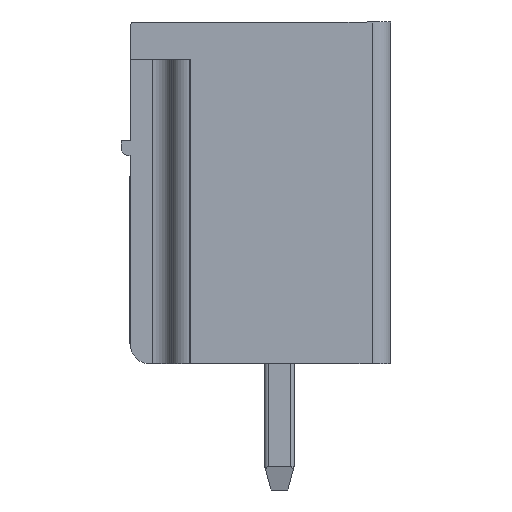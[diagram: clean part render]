
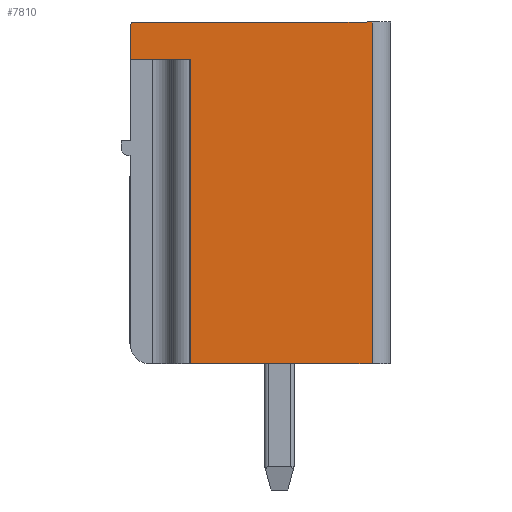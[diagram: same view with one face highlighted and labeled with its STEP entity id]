
A CAD part, left-side view. The second image highlights one B-rep face of the part: STEP entity #7810.
In plain terms, the highlighted planar face has unit normal (-1, 0, 0).
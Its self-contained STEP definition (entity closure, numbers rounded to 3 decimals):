
#7810=ADVANCED_FACE('',(#18858),#18859,.T.);
#9008=VERTEX_POINT('',#20572);
#9012=EDGE_CURVE('',#9008,#20576,#20577,.T.);
#12062=VERTEX_POINT('',#23723);
#12064=VERTEX_POINT('',#23725);
#12066=EDGE_CURVE('',#12062,#12064,#23727,.T.);
#12068=VERTEX_POINT('',#23729);
#12070=EDGE_CURVE('',#12064,#12068,#23731,.T.);
#12072=VERTEX_POINT('',#23733);
#12074=EDGE_CURVE('',#12068,#12072,#23735,.T.);
#12076=VERTEX_POINT('',#23737);
#12078=EDGE_CURVE('',#12072,#12076,#23739,.T.);
#12080=EDGE_CURVE('',#20576,#12076,#23741,.T.);
#12082=VERTEX_POINT('',#23743);
#12084=EDGE_CURVE('',#9008,#12082,#23745,.T.);
#12086=EDGE_CURVE('',#12062,#12082,#23747,.T.);
#18858=FACE_OUTER_BOUND('',#33014,.T.);
#18859=PLANE('',#33015);
#20572=CARTESIAN_POINT('',(-0.5,7.,9.1));
#20576=VERTEX_POINT('',#34877);
#20577=CIRCLE('',#34878,0.1);
#23723=CARTESIAN_POINT('',(-0.5,5.4,8.2));
#23725=CARTESIAN_POINT('',(-0.5,5.4,0.));
#23727=LINE('',#40104,#40105);
#23729=CARTESIAN_POINT('',(-0.5,0.5,0.));
#23731=LINE('',#40110,#40111);
#23733=CARTESIAN_POINT('',(-0.5,0.5,9.2));
#23735=LINE('',#40116,#40117);
#23737=CARTESIAN_POINT('',(-0.5,6.9,9.2));
#23739=LINE('',#40122,#40123);
#23741=CIRCLE('',#40126,0.1);
#23743=CARTESIAN_POINT('',(-0.5,7.,8.2));
#23745=LINE('',#40131,#40132);
#23747=LINE('',#40135,#40136);
#33014=EDGE_LOOP('',(#51252,#51253,#51254,#51255,#51256,#51257,#51258,#51259));
#33015=AXIS2_PLACEMENT_3D('',#51260,#51261,#51262);
#34877=CARTESIAN_POINT('',(-0.5,6.901,9.2));
#34878=AXIS2_PLACEMENT_3D('',#55880,#55881,#55882);
#40104=CARTESIAN_POINT('',(-0.5,5.4,8.2));
#40105=VECTOR('',#57129,1.0);
#40110=CARTESIAN_POINT('',(-0.5,5.4,0.));
#40111=VECTOR('',#57130,1.0);
#40116=CARTESIAN_POINT('',(-0.5,0.5,0.));
#40117=VECTOR('',#57131,1.0);
#40122=CARTESIAN_POINT('',(-0.5,0.5,9.2));
#40123=VECTOR('',#57132,1.0);
#40126=AXIS2_PLACEMENT_3D('',#57133,#57134,#57135);
#40131=CARTESIAN_POINT('',(-0.5,7.,9.1));
#40132=VECTOR('',#57136,1.0);
#40135=CARTESIAN_POINT('',(-0.5,5.4,8.2));
#40136=VECTOR('',#57137,1.0);
#51252=ORIENTED_EDGE('',*,*,#12066,.T.);
#51253=ORIENTED_EDGE('',*,*,#12070,.T.);
#51254=ORIENTED_EDGE('',*,*,#12074,.T.);
#51255=ORIENTED_EDGE('',*,*,#12078,.T.);
#51256=ORIENTED_EDGE('',*,*,#12080,.F.);
#51257=ORIENTED_EDGE('',*,*,#9012,.F.);
#51258=ORIENTED_EDGE('',*,*,#12084,.T.);
#51259=ORIENTED_EDGE('',*,*,#12086,.F.);
#51260=CARTESIAN_POINT('',(-0.5,0.337,9.43));
#51261=DIRECTION('',(-1.0,0.,0.));
#51262=DIRECTION('',(0.,0.0,1.0));
#55880=CARTESIAN_POINT('',(-0.5,6.9,9.1));
#55881=DIRECTION('',(1.0,0.,0.));
#55882=DIRECTION('',(0.,1.0,0.));
#57129=DIRECTION('',(0.,0.,-1.0));
#57130=DIRECTION('',(0.,-1.0,0.));
#57131=DIRECTION('',(0.,0.,1.0));
#57132=DIRECTION('',(0.,1.0,0.));
#57133=CARTESIAN_POINT('',(-0.5,6.9,9.1));
#57134=DIRECTION('',(1.0,0.,0.));
#57135=DIRECTION('',(0.,1.0,0.));
#57136=DIRECTION('',(0.,0.,-1.0));
#57137=DIRECTION('',(0.,1.0,0.));
